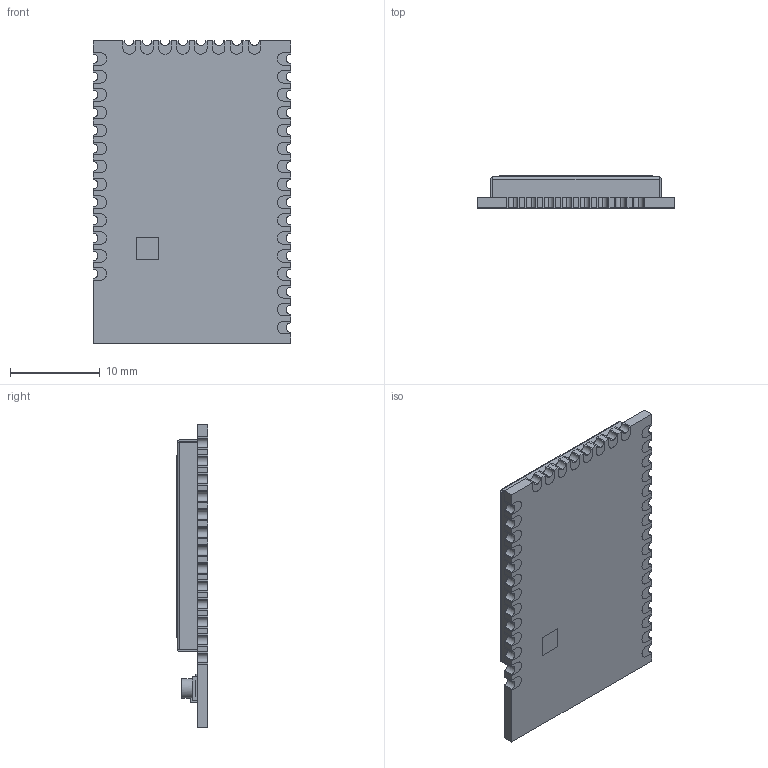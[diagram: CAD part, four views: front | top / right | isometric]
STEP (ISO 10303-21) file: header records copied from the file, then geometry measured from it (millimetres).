
FILE_DESCRIPTION (( 'STEP AP214' ), '1' );
FILE_NAME ('XBP9X-DMUS-001.STEP', '2020-02-18T13:35:24', ( '' ), ( '' ), 'SwSTEP 2.0', 'SolidWorks 2017', '' );
FILE_SCHEMA (( 'AUTOMOTIVE_DESIGN' ));
Length unit declared in the file: inch
Products named in the file (1): XBP9X-DMUS-001
Bounding box: 22.1 x 3.56 x 33.78 mm (x, y, z)
Volume: 974.4 mm3; surface area: 4161 mm2
Topology: 50 solids, 50 shells, 786 faces, 2024 edges, 1343 vertices
Faces by surface type: plane 635, cylinder 149, sphere 2
Entity records: 24209 total; most frequent: CARTESIAN_POINT 4148, ORIENTED_EDGE 4040, DIRECTION 3896, EDGE_CURVE 2020, LINE 1718, VECTOR 1718, VERTEX_POINT 1341, AXIS2_PLACEMENT_3D 1089
